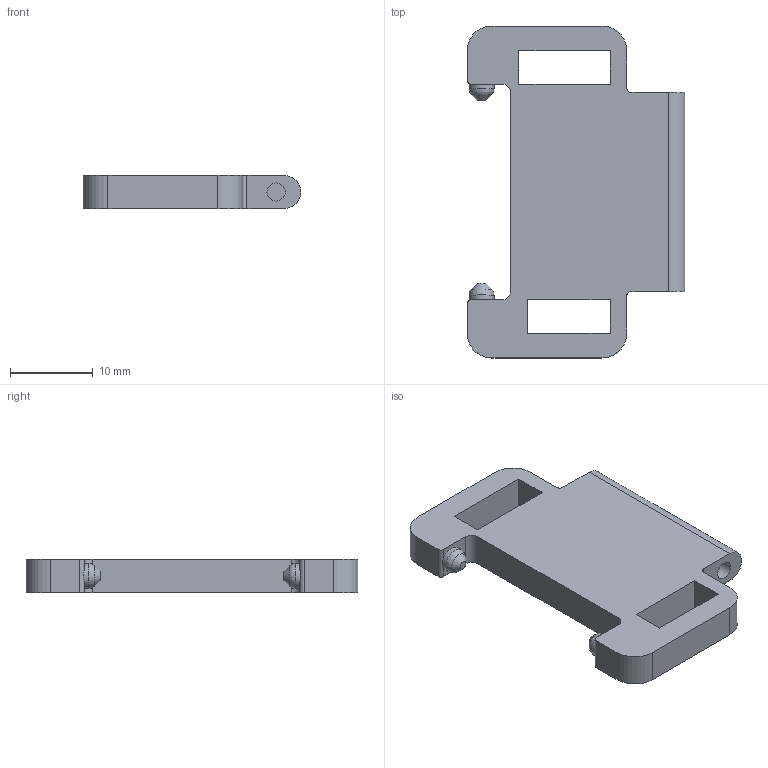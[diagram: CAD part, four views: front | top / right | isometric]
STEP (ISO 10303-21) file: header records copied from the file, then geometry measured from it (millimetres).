
FILE_DESCRIPTION(/* description */ (''),/* implementation_level */ '2;1');
FILE_NAME(/* name */ 'Eslabn.step',/* time_stamp */ '2025-12-10T13:20:04-03:00',/* author */ (''),/* organization */ (''),/* preprocessor_version */ 'ST-DEVELOPER v20.1',/* originating_system */ 'Autodesk Translation Framework v14.21.0.0',/* authorisation */ '');
FILE_SCHEMA (('AUTOMOTIVE_DESIGN { 1 0 10303 214 3 1 1 }'));
Length unit declared in the file: millimetre
Products named in the file (2): Eslabón; Eslabón_1
Assembly tree (1 placements, depth 2):
  Eslabón
    Eslabón_1
Bounding box: 26.25 x 40 x 4 mm (x, y, z)
Volume: 2798.4 mm3; surface area: 2208.1 mm2
Topology: 1 solids, 1 shells, 44 faces, 120 edges, 80 vertices
Faces by surface type: plane 25, cylinder 15, bspline 2, cone 2
Full cylindrical faces by diameter (mm): 2.2 x1, 3 x3
Entity records: 1523 total; most frequent: CARTESIAN_POINT 318, DIRECTION 248, ORIENTED_EDGE 240, EDGE_CURVE 120, AXIS2_PLACEMENT_3D 86, VERTEX_POINT 80, LINE 76, VECTOR 76
